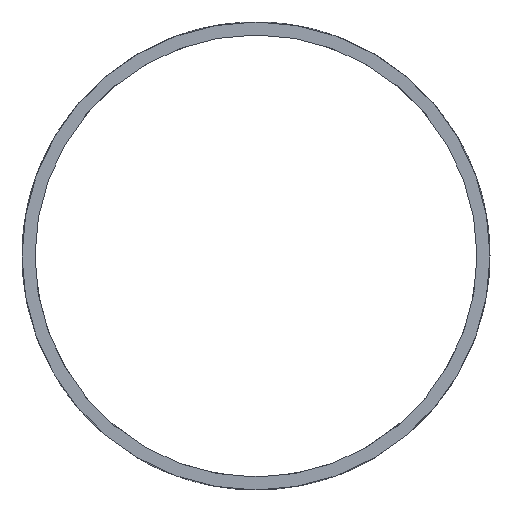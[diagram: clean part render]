
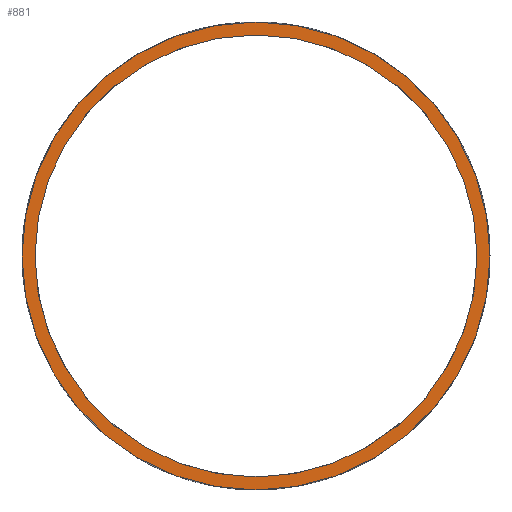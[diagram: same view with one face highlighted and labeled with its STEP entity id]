
A CAD part, front view. The second image highlights one B-rep face of the part: STEP entity #881.
In plain terms, the highlighted planar face has unit normal (0, -1, 0).
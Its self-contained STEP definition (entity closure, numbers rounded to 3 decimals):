
#32=FACE_BOUND('',#173,.T.);
#63=CIRCLE('',#939,51.);
#65=CIRCLE('',#942,54.);
#81=PLANE('',#944);
#118=FACE_OUTER_BOUND('',#172,.T.);
#172=EDGE_LOOP('',(#829));
#173=EDGE_LOOP('',(#830));
#423=VERTEX_POINT('',#3455);
#425=VERTEX_POINT('',#3465);
#553=EDGE_CURVE('',#423,#423,#63,.T.);
#560=EDGE_CURVE('',#425,#425,#65,.T.);
#829=ORIENTED_EDGE('',*,*,#560,.F.);
#830=ORIENTED_EDGE('',*,*,#553,.F.);
#881=ADVANCED_FACE('',(#118,#32),#81,.F.);
#939=AXIS2_PLACEMENT_3D('',#3457,#1079,#1080);
#942=AXIS2_PLACEMENT_3D('',#3467,#1090,#1091);
#944=AXIS2_PLACEMENT_3D('',#3469,#1094,#1095);
#1079=DIRECTION('center_axis',(0.,-1.,0.));
#1080=DIRECTION('ref_axis',(1.,0.,0.));
#1090=DIRECTION('center_axis',(0.,1.,0.));
#1091=DIRECTION('ref_axis',(1.,0.,0.));
#1094=DIRECTION('center_axis',(0.,1.,0.));
#1095=DIRECTION('ref_axis',(1.,0.,0.));
#3455=CARTESIAN_POINT('',(-51.,0.,0.));
#3457=CARTESIAN_POINT('Origin',(0.,0.,0.));
#3465=CARTESIAN_POINT('',(-54.,0.,0.));
#3467=CARTESIAN_POINT('Origin',(0.,0.,0.));
#3469=CARTESIAN_POINT('Origin',(0.,0.,0.));
